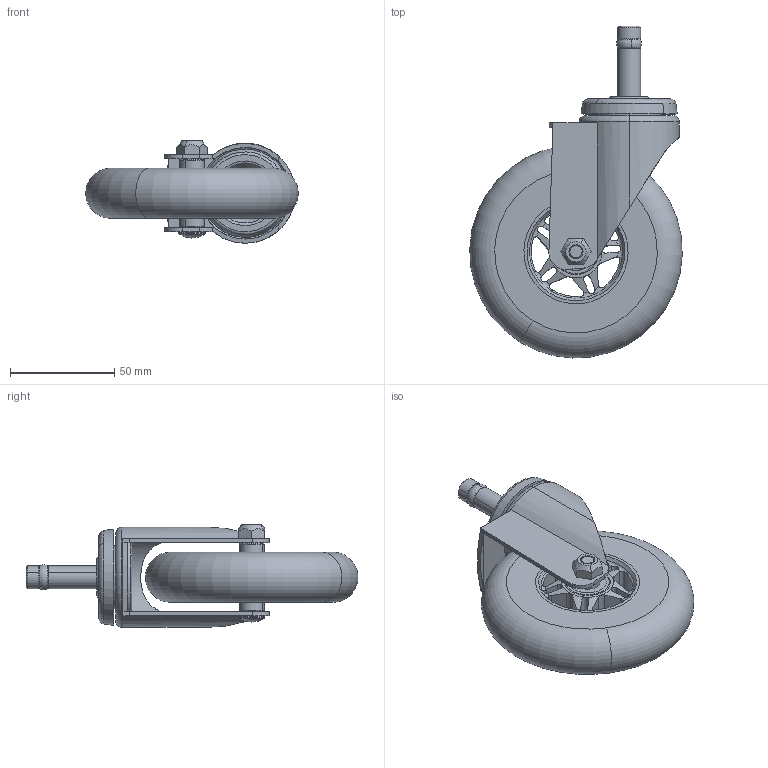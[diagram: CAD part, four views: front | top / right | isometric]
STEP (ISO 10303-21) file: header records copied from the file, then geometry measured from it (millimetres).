
FILE_DESCRIPTION (( 'STEP AP214' ), '1' );
FILE_NAME ('ACSU-102SGR.STEP', '2017-03-07T02:50:02', ( '' ), ( '' ), 'SwSTEP 2.0', 'SolidWorks 2016', '' );
FILE_SCHEMA (( 'AUTOMOTIVE_DESIGN' ));
Length unit declared in the file: millimetre
Products named in the file (16): ACSU-76SS FRAME ASSY; FRAME_WASHER; FRAME_RING(B); FRAME_TOP RING; ACSU-102 WHEEL assy; 608ZZ-16.3; ACSU-102RF PIN NUT; ACSU-102RF WHEEL PIN; 102RF_102RFACSU-102 WHEEL; 102RF_102RFACSU-102 URETHANE; 102RF_102RFACSU-102 CORE; ACSU-102SF BODY_rev2; ACSU-102SGR; ACSU-76 SGR SHAFT; ACSU-76 SGR RING; ACSU-76SS TOP SUB_ASSY
Assembly tree (16 placements, depth 4):
  ACSU-102SGR
    ACSU-102SF BODY_rev2
    ACSU-102 WHEEL assy
      102RF_102RFACSU-102 WHEEL
        102RF_102RFACSU-102 CORE
        102RF_102RFACSU-102 URETHANE
      ACSU-102RF WHEEL PIN
      ACSU-102RF PIN NUT
      608ZZ-16.3  x2
    ACSU-76SS TOP SUB_ASSY
      ACSU-76SS FRAME ASSY
        FRAME_TOP RING
        FRAME_RING(B)
        FRAME_WASHER
    ACSU-76 SGR RING
    ACSU-76 SGR SHAFT
Bounding box: 101.94 x 159.27 x 49.2 mm (x, y, z)
Volume: 202963 mm3; surface area: 79812.1 mm2
Topology: 16 solids, 16 shells, 485 faces, 1276 edges, 812 vertices
Faces by surface type: cylinder 200, plane 137, torus 67, cone 56, bspline 23, sphere 2
Entity records: 16132 total; most frequent: CARTESIAN_POINT 4359, DIRECTION 2401, ORIENTED_EDGE 2376, EDGE_CURVE 1188, AXIS2_PLACEMENT_3D 1000, VERTEX_POINT 760, CIRCLE 559, EDGE_LOOP 492
